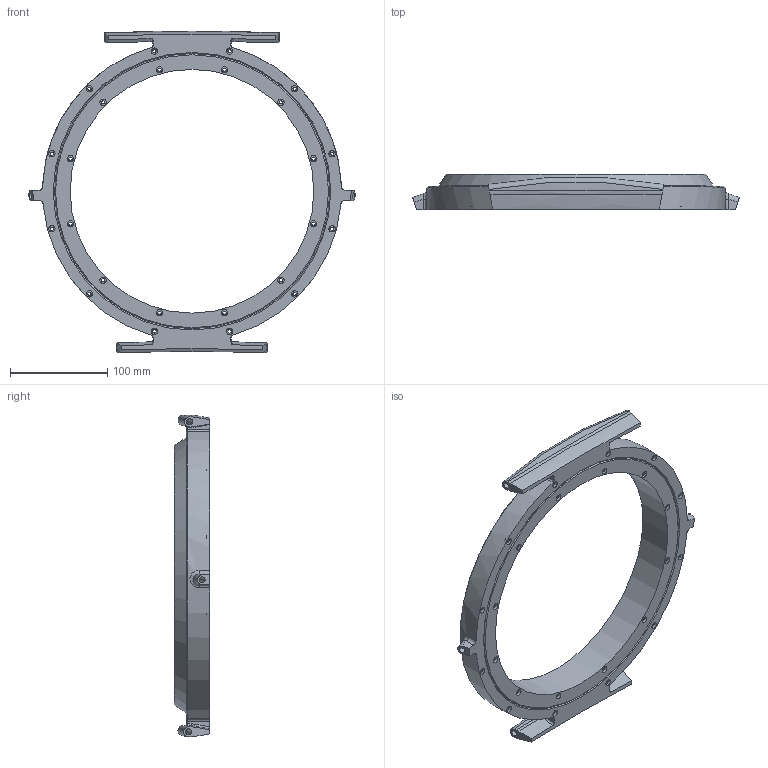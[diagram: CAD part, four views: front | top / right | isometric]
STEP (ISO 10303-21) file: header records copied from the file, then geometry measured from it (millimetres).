
FILE_DESCRIPTION(/* description */ (''),/* implementation_level */ '2;1');
FILE_NAME(/* name */ 'ArmLoopMount.stp',/* time_stamp */ '2025-10-20T01:19:13-07:00',/* author */ ('skybound'),/* organization */ (''),/* preprocessor_version */ 'ST-DEVELOPER v20.1',/* originating_system */ 'Autodesk Inventor 2026',/* authorisation */ '');
FILE_SCHEMA (('AUTOMOTIVE_DESIGN { 1 0 10303 214 3 1 1 }'));
Length unit declared in the file: millimetre
Products named in the file (1): ArmLoopMount
Bounding box: 334.74 x 36 x 330.06 mm (x, y, z)
Volume: 783305.7 mm3; surface area: 191432.6 mm2
Topology: 2 solids, 2 shells, 169 faces, 422 edges, 283 vertices
Faces by surface type: cylinder 61, plane 44, bspline 38, cone 18, torus 8
Full cylindrical faces by diameter (mm): 3.4 x24, 6.5 x24, 250 x1, 266 x1, 266.6 x1, 282 x2, 282.6 x2
Entity records: 6883 total; most frequent: CARTESIAN_POINT 2930, ORIENTED_EDGE 844, DIRECTION 703, EDGE_CURVE 422, AXIS2_PLACEMENT_3D 301, VERTEX_POINT 283, EDGE_LOOP 251, FACE_OUTER_BOUND 169
